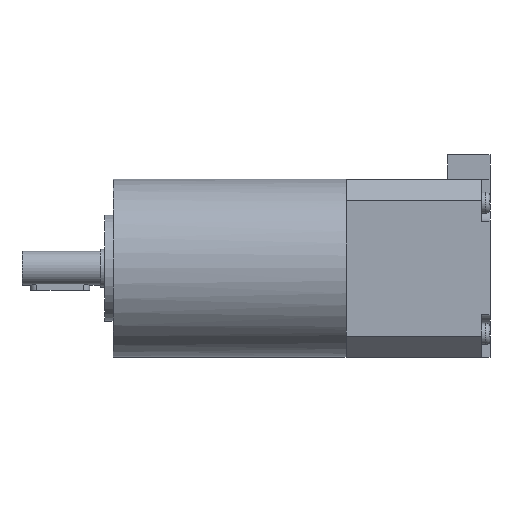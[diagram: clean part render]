
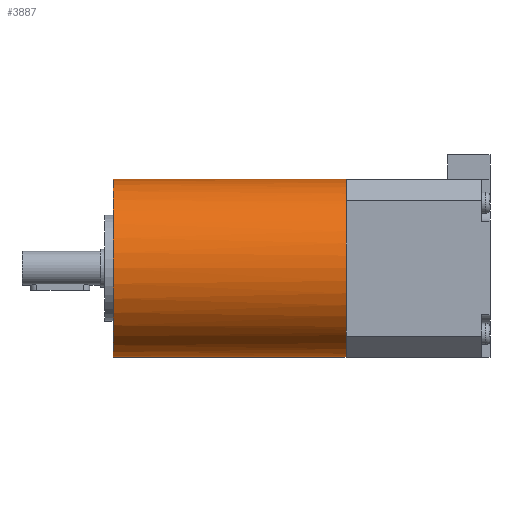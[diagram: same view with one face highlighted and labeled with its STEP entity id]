
A CAD part, left-side view. The second image highlights one B-rep face of the part: STEP entity #3887.
In plain terms, the highlighted cylindrical face has radius 21 mm (diameter 42 mm), a partial arc.
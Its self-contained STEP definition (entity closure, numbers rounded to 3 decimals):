
#4 = CARTESIAN_POINT ( 'NONE',  ( -37.92, 34., 9.037 ) ) ;
#107 = AXIS2_PLACEMENT_3D ( 'NONE', #594, #613, #4898 ) ;
#146 = CARTESIAN_POINT ( 'NONE',  ( -37.92, 89., -11.963 ) ) ;
#162 = DIRECTION ( 'NONE',  ( 0., 0., 1. ) ) ;
#169 = CIRCLE ( 'NONE', #4652, 21. ) ;
#316 = CARTESIAN_POINT ( 'NONE',  ( -37.92, 34., 9.037 ) ) ;
#358 = CARTESIAN_POINT ( 'NONE',  ( -51.704, 34., -6.806 ) ) ;
#359 = DIRECTION ( 'NONE',  ( 0., -1., 0. ) ) ;
#372 = DIRECTION ( 'NONE',  ( 0., 0., 1. ) ) ;
#456 = EDGE_CURVE ( 'NONE', #2146, #689, #2364, .T. ) ;
#472 = DIRECTION ( 'NONE',  ( 0., 1., 0. ) ) ;
#498 = VERTEX_POINT ( 'NONE', #146 ) ;
#511 = EDGE_CURVE ( 'NONE', #1465, #4415, #2232, .T. ) ;
#547 = EDGE_CURVE ( 'NONE', #498, #3831, #2098, .T. ) ;
#561 = CARTESIAN_POINT ( 'NONE',  ( -37.92, 89., 30.037 ) ) ;
#594 = CARTESIAN_POINT ( 'NONE',  ( -37.92, 89., 9.037 ) ) ;
#613 = DIRECTION ( 'NONE',  ( 0., -1., 0. ) ) ;
#688 = DIRECTION ( 'NONE',  ( 0., 1., 0. ) ) ;
#689 = VERTEX_POINT ( 'NONE', #4134 ) ;
#752 = DIRECTION ( 'NONE',  ( 0., 0., 1. ) ) ;
#778 = FACE_OUTER_BOUND ( 'NONE', #5184, .T. ) ;
#972 = EDGE_CURVE ( 'NONE', #498, #3394, #3175, .T. ) ;
#984 = DIRECTION ( 'NONE',  ( 0., 1., 0. ) ) ;
#1243 = CARTESIAN_POINT ( 'NONE',  ( -37.92, 34., -11.963 ) ) ;
#1390 = CARTESIAN_POINT ( 'NONE',  ( -37.92, 89., 30.037 ) ) ;
#1465 = VERTEX_POINT ( 'NONE', #358 ) ;
#1606 = AXIS2_PLACEMENT_3D ( 'NONE', #2492, #2142, #2581 ) ;
#1611 = EDGE_CURVE ( 'NONE', #3831, #2285, #3372, .T. ) ;
#1630 = AXIS2_PLACEMENT_3D ( 'NONE', #2696, #688, #2680 ) ;
#1678 = AXIS2_PLACEMENT_3D ( 'NONE', #3392, #3793, #3769 ) ;
#1786 = AXIS2_PLACEMENT_3D ( 'NONE', #4, #472, #162 ) ;
#1788 = CARTESIAN_POINT ( 'NONE',  ( -37.92, 34., 30.037 ) ) ;
#1790 = AXIS2_PLACEMENT_3D ( 'NONE', #5241, #984, #2892 ) ;
#2098 = CIRCLE ( 'NONE', #1606, 21. ) ;
#2121 = CIRCLE ( 'NONE', #1790, 21. ) ;
#2142 = DIRECTION ( 'NONE',  ( 0., 1., 0. ) ) ;
#2146 = VERTEX_POINT ( 'NONE', #2240 ) ;
#2186 = CIRCLE ( 'NONE', #1678, 21. ) ;
#2232 = CIRCLE ( 'NONE', #1630, 21. ) ;
#2240 = CARTESIAN_POINT ( 'NONE',  ( -53.763, 34., 22.821 ) ) ;
#2285 = VERTEX_POINT ( 'NONE', #1788 ) ;
#2364 = CIRCLE ( 'NONE', #1786, 21. ) ;
#2420 = ORIENTED_EDGE ( 'NONE', *, *, #1611, .F. ) ;
#2481 = ORIENTED_EDGE ( 'NONE', *, *, #547, .F. ) ;
#2492 = CARTESIAN_POINT ( 'NONE',  ( -37.92, 89., 9.037 ) ) ;
#2538 = EDGE_CURVE ( 'NONE', #689, #2285, #2121, .T. ) ;
#2581 = DIRECTION ( 'NONE',  ( 0., 0., 1. ) ) ;
#2680 = DIRECTION ( 'NONE',  ( 0., 0., 1. ) ) ;
#2696 = CARTESIAN_POINT ( 'NONE',  ( -37.92, 34., 9.037 ) ) ;
#2766 = ORIENTED_EDGE ( 'NONE', *, *, #972, .T. ) ;
#2823 = EDGE_CURVE ( 'NONE', #3466, #2146, #2186, .T. ) ;
#2824 = ORIENTED_EDGE ( 'NONE', *, *, #4028, .T. ) ;
#2892 = DIRECTION ( 'NONE',  ( 0., 0., 1. ) ) ;
#2948 = DIRECTION ( 'NONE',  ( 0., 1., 0. ) ) ;
#3041 = ORIENTED_EDGE ( 'NONE', *, *, #511, .T. ) ;
#3170 = ORIENTED_EDGE ( 'NONE', *, *, #4229, .T. ) ;
#3175 = LINE ( 'NONE', #4917, #5342 ) ;
#3298 = ORIENTED_EDGE ( 'NONE', *, *, #2823, .T. ) ;
#3303 = ORIENTED_EDGE ( 'NONE', *, *, #456, .T. ) ;
#3318 = DIRECTION ( 'NONE',  ( 0., 1., 0. ) ) ;
#3372 = LINE ( 'NONE', #561, #3500 ) ;
#3387 = CIRCLE ( 'NONE', #4126, 21. ) ;
#3392 = CARTESIAN_POINT ( 'NONE',  ( -37.92, 34., 9.037 ) ) ;
#3394 = VERTEX_POINT ( 'NONE', #1243 ) ;
#3440 = CARTESIAN_POINT ( 'NONE',  ( -58.92, 34., 9.037 ) ) ;
#3466 = VERTEX_POINT ( 'NONE', #3440 ) ;
#3500 = VECTOR ( 'NONE', #359, 1000. ) ;
#3625 = ORIENTED_EDGE ( 'NONE', *, *, #2538, .T. ) ;
#3769 = DIRECTION ( 'NONE',  ( 0., 0., 1. ) ) ;
#3793 = DIRECTION ( 'NONE',  ( 0., 1., 0. ) ) ;
#3831 = VERTEX_POINT ( 'NONE', #1390 ) ;
#3887 = ADVANCED_FACE ( 'NONE', ( #778 ), #3931, .T. ) ;
#3931 = CYLINDRICAL_SURFACE ( 'NONE', #107, 21. ) ;
#4028 = EDGE_CURVE ( 'NONE', #3394, #1465, #3387, .T. ) ;
#4126 = AXIS2_PLACEMENT_3D ( 'NONE', #316, #3318, #752 ) ;
#4134 = CARTESIAN_POINT ( 'NONE',  ( -51.704, 34., 24.881 ) ) ;
#4229 = EDGE_CURVE ( 'NONE', #4415, #3466, #169, .T. ) ;
#4415 = VERTEX_POINT ( 'NONE', #5292 ) ;
#4652 = AXIS2_PLACEMENT_3D ( 'NONE', #5518, #2948, #372 ) ;
#4898 = DIRECTION ( 'NONE',  ( 0., 0., -1. ) ) ;
#4917 = CARTESIAN_POINT ( 'NONE',  ( -37.92, 89., -11.963 ) ) ;
#4948 = DIRECTION ( 'NONE',  ( 0., -1., 0. ) ) ;
#5184 = EDGE_LOOP ( 'NONE', ( #2420, #2481, #2766, #2824, #3041, #3170, #3298, #3303, #3625 ) ) ;
#5241 = CARTESIAN_POINT ( 'NONE',  ( -37.92, 34., 9.037 ) ) ;
#5292 = CARTESIAN_POINT ( 'NONE',  ( -53.763, 34., -4.746 ) ) ;
#5342 = VECTOR ( 'NONE', #4948, 1000. ) ;
#5518 = CARTESIAN_POINT ( 'NONE',  ( -37.92, 34., 9.037 ) ) ;
